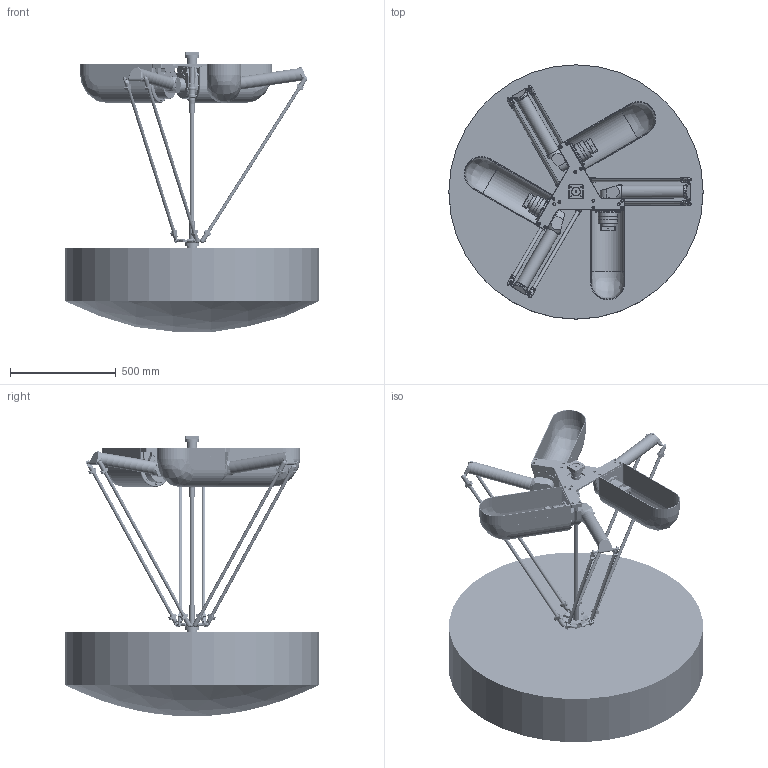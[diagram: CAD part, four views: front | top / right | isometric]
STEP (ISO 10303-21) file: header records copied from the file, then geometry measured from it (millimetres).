
FILE_DESCRIPTION(/* description */ ('Norm.iam Teamplte'),/* implementation_level */ '2;1');
FILE_NAME(/* name */ '3D-model_AL_00006-HND.stp',/* time_stamp */ '2023-04-21T16:41:21+02:00',/* author */ ('paul.kammergruber'),/* organization */ (''),/* preprocessor_version */ 'ST-DEVELOPER v16.5',/* originating_system */ 'Autodesk Inventor 2017',/* authorisation */ '');
FILE_SCHEMA (('AUTOMOTIVE_DESIGN { 1 0 10303 214 3 1 1 }'));
Products named in the file (14): AL_00006-HND_DUMMY DELTA Robotermechanik RL3-1200-1/3kg; MT_WST00114120 Oberarm; MT_WST00111189 Dummy Unterarm; MT_BGR00106486 Dummy Roboterbasis; MT_WST00114119 n/a; MT_WST00111188 Getriebe; MT_WST00111340 Dummy Flansch; MT_WST00111349 Getriebe; MT_BGR00106488 Gehäuse; MT_WST00112139 Dummy Teleskop oben; MT_WST00111345 Dummy Werkzeugträger; MT_WST00111346 Flansch; MT_WST00111357 Dummy Teleskopwelle; MT_WST00111290
Assembly tree (24 placements, depth 3):
  AL_00006-HND_DUMMY DELTA Robotermechanik RL3-1200-1/3kg
    MT_WST00114120 Oberarm  x3
    MT_WST00111189 Dummy Unterarm  x6
    MT_BGR00106486 Dummy Roboterbasis
      MT_WST00114119 n/a
      MT_WST00111188 Getriebe  x3
      MT_WST00111340 Dummy Flansch
      MT_WST00111349 Getriebe
      MT_BGR00106488 Gehäuse  x3
    MT_WST00112139 Dummy Teleskop oben
    MT_WST00111345 Dummy Werkzeugträger
    MT_WST00111346 Flansch
    MT_WST00111357 Dummy Teleskopwelle
    MT_WST00111290
Bounding box: 1200 x 1200 x 1323.88 mm (x, y, z)
Volume: 381916959 mm3; surface area: 5903793.9 mm2
Topology: 23 solids, 65 shells, 4730 faces, 11204 edges, 6980 vertices
Faces by surface type: plane 2329, cylinder 1317, cone 405, bspline 337, sphere 206, torus 136
Full cylindrical faces by diameter (mm): 3.242 x27, 4 x21, 4.134 x16, 4.3 x21, 4.917 x28, 5.5 x93, 5.8 x4, 6 x4, 6.5 x21, 7 x53, 9 x30, 9.66 x3, 9.8 x3, 10 x3, 10.106 x12, 12 x2, 13 x2, 13.5 x12, 14 x4, 16 x6, 17 x3, 18 x3, 19 x4, 22 x24, 25 x6, 31 x2, 32 x3, 35 x2, 40 x1, 46 x2
Entity records: 82382 total; most frequent: CARTESIAN_POINT 27367, DIRECTION 10989, ORIENTED_EDGE 10364, EDGE_CURVE 5182, AXIS2_PLACEMENT_3D 3905, VERTEX_POINT 3470, LINE 3179, VECTOR 3179
